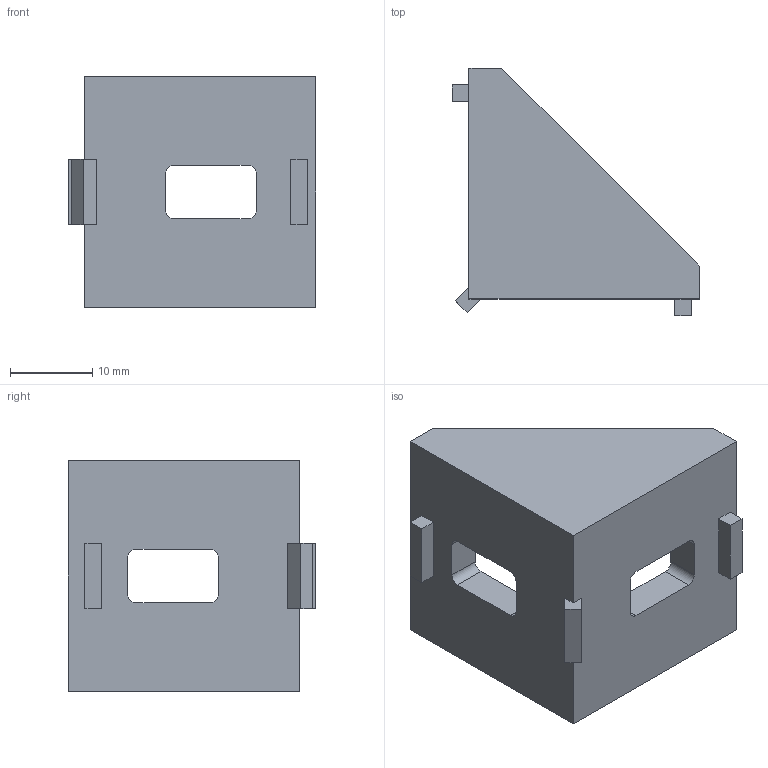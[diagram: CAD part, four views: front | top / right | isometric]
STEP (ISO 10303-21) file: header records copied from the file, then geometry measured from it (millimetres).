
FILE_DESCRIPTION (( 'STEP AP214' ), '1' );
FILE_NAME ('1.46.204.2828.1.STEP', '2024-10-11T19:19:27', ( '' ), ( '' ), 'SwSTEP 2.0', 'SolidWorks 2024', '' );
FILE_SCHEMA (( 'AUTOMOTIVE_DESIGN' ));
Length unit declared in the file: millimetre
Products named in the file (1): 1.46.204.2828.1
Bounding box: 30 x 30 x 28 mm (x, y, z)
Volume: 6782 mm3; surface area: 4735.1 mm2
Topology: 1 solids, 1 shells, 43 faces, 117 edges, 78 vertices
Faces by surface type: plane 35, cylinder 8
Entity records: 1378 total; most frequent: CARTESIAN_POINT 239, ORIENTED_EDGE 234, DIRECTION 221, EDGE_CURVE 117, LINE 101, VECTOR 101, VERTEX_POINT 78, AXIS2_PLACEMENT_3D 60
